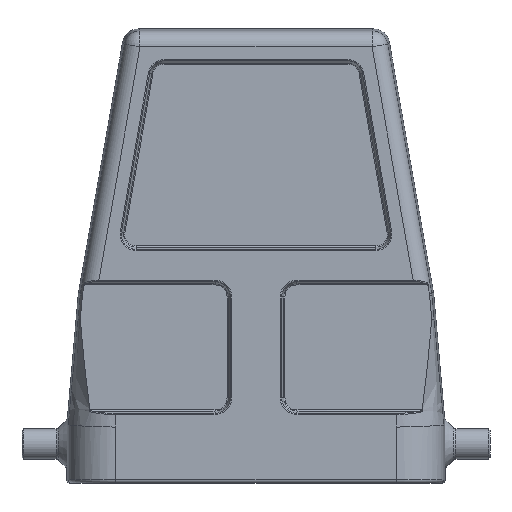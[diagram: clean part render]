
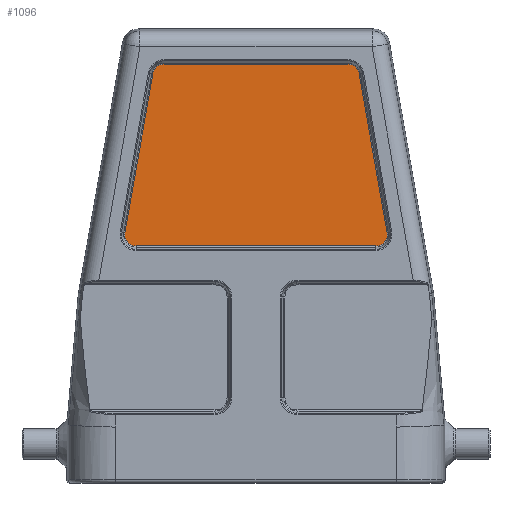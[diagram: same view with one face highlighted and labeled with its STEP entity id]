
A CAD part, front view. The second image highlights one B-rep face of the part: STEP entity #1096.
In plain terms, the highlighted planar face has unit normal (0, -1, 0).
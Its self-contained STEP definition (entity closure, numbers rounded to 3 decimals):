
#1096=ADVANCED_FACE('',(#1687),#1533,.T.);
#1533=PLANE('',#7999);
#1687=FACE_OUTER_BOUND('',#2099,.T.);
#2099=EDGE_LOOP('',(#2959,#2960,#2961,#2962,#2963,#2964,#2965,#2966));
#2577=CIRCLE('',#7995,1.805);
#2578=CIRCLE('',#7996,1.805);
#2579=CIRCLE('',#7997,1.805);
#2580=CIRCLE('',#7998,1.805);
#2959=ORIENTED_EDGE('',*,*,#5604,.T.);
#2960=ORIENTED_EDGE('',*,*,#5605,.T.);
#2961=ORIENTED_EDGE('',*,*,#5606,.T.);
#2962=ORIENTED_EDGE('',*,*,#5607,.T.);
#2963=ORIENTED_EDGE('',*,*,#5608,.T.);
#2964=ORIENTED_EDGE('',*,*,#5609,.T.);
#2965=ORIENTED_EDGE('',*,*,#5610,.T.);
#2966=ORIENTED_EDGE('',*,*,#5611,.T.);
#4981=VERTEX_POINT('',#12297);
#4982=VERTEX_POINT('',#12298);
#4983=VERTEX_POINT('',#12300);
#4984=VERTEX_POINT('',#12302);
#4985=VERTEX_POINT('',#12304);
#4986=VERTEX_POINT('',#12306);
#4987=VERTEX_POINT('',#12308);
#4988=VERTEX_POINT('',#12310);
#5604=EDGE_CURVE('',#4981,#4982,#6588,.T.);
#5605=EDGE_CURVE('',#4982,#4983,#2577,.T.);
#5606=EDGE_CURVE('',#4983,#4984,#6589,.T.);
#5607=EDGE_CURVE('',#4984,#4985,#2578,.T.);
#5608=EDGE_CURVE('',#4985,#4986,#6590,.T.);
#5609=EDGE_CURVE('',#4986,#4987,#2579,.T.);
#5610=EDGE_CURVE('',#4987,#4988,#6591,.T.);
#5611=EDGE_CURVE('',#4988,#4981,#2580,.T.);
#6588=LINE('',#12296,#7087);
#6589=LINE('',#12301,#7088);
#6590=LINE('',#12305,#7089);
#6591=LINE('',#12309,#7090);
#7087=VECTOR('',#8831,1.);
#7088=VECTOR('',#8834,1.);
#7089=VECTOR('',#8837,1.);
#7090=VECTOR('',#8840,1.);
#7995=AXIS2_PLACEMENT_3D('',#12299,#8832,#8833);
#7996=AXIS2_PLACEMENT_3D('',#12303,#8835,#8836);
#7997=AXIS2_PLACEMENT_3D('',#12307,#8838,#8839);
#7998=AXIS2_PLACEMENT_3D('',#12311,#8841,#8842);
#7999=AXIS2_PLACEMENT_3D('',#12312,#8843,#8844);
#8831=DIRECTION('',(1.,0.,0.));
#8832=DIRECTION('',(0.,-1.,0.));
#8833=DIRECTION('',(0.,0.,-1.));
#8834=DIRECTION('',(-0.174,0.,0.985));
#8835=DIRECTION('',(0.,-1.,0.));
#8836=DIRECTION('',(0.,0.,-1.));
#8837=DIRECTION('',(-1.,0.,0.));
#8838=DIRECTION('',(0.,-1.,0.));
#8839=DIRECTION('',(0.,0.,-1.));
#8840=DIRECTION('',(-0.174,0.,-0.985));
#8841=DIRECTION('',(0.,-1.,0.));
#8842=DIRECTION('',(0.,0.,-1.));
#8843=DIRECTION('',(0.,-1.,0.));
#8844=DIRECTION('',(0.,0.,1.));
#12296=CARTESIAN_POINT('',(19.004,-20.25,28.445));
#12297=CARTESIAN_POINT('',(-19.004,-20.25,28.445));
#12298=CARTESIAN_POINT('',(19.004,-20.25,28.445));
#12299=CARTESIAN_POINT('',(19.004,-20.25,30.25));
#12300=CARTESIAN_POINT('',(20.782,-20.25,30.563));
#12301=CARTESIAN_POINT('',(16.338,-20.25,55.763));
#12302=CARTESIAN_POINT('',(16.338,-20.25,55.763));
#12303=CARTESIAN_POINT('',(14.561,-20.25,55.45));
#12304=CARTESIAN_POINT('',(14.561,-20.25,57.255));
#12305=CARTESIAN_POINT('',(-14.561,-20.25,57.255));
#12306=CARTESIAN_POINT('',(-14.561,-20.25,57.255));
#12307=CARTESIAN_POINT('',(-14.561,-20.25,55.45));
#12308=CARTESIAN_POINT('',(-16.338,-20.25,55.763));
#12309=CARTESIAN_POINT('',(-20.782,-20.25,30.563));
#12310=CARTESIAN_POINT('',(-20.782,-20.25,30.563));
#12311=CARTESIAN_POINT('',(-19.004,-20.25,30.25));
#12312=CARTESIAN_POINT('',(-19.004,-20.25,30.25));
